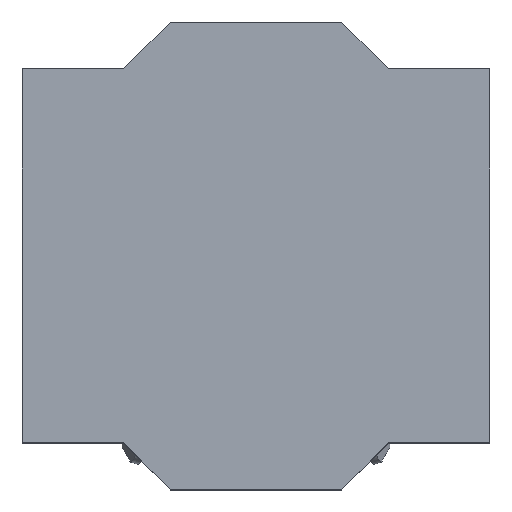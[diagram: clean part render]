
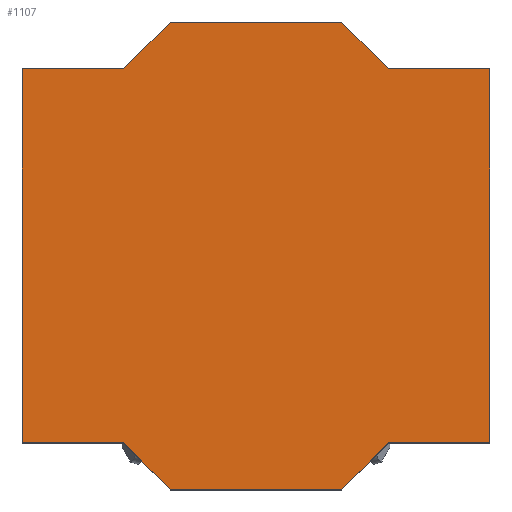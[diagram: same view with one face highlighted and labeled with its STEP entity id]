
A CAD part, top view. The second image highlights one B-rep face of the part: STEP entity #1107.
In plain terms, the highlighted planar face has unit normal (0, 0, 1).
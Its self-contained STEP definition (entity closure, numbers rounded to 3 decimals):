
#28=DIRECTION('',(1.,0.,0.));
#152=VECTOR('',#153,1.);
#153=DIRECTION('',(0.,-1.,0.));
#159=VECTOR('',#160,1.);
#160=DIRECTION('',(-1.,0.,0.));
#166=VECTOR('',#167,1.);
#167=DIRECTION('',(-0.707,-0.707,0.));
#178=VECTOR('',#179,1.);
#179=DIRECTION('',(-0.707,0.707,0.));
#190=VECTOR('',#191,1.);
#191=DIRECTION('',(0.,1.,0.));
#197=VECTOR('',#28,1.);
#203=VECTOR('',#204,1.);
#204=DIRECTION('',(0.707,0.707,0.));
#215=VECTOR('',#216,1.);
#216=DIRECTION('',(0.707,-0.707,0.));
#224=DIRECTION('',(0.,0.,-1.));
#527=VERTEX_POINT('',#528);
#528=CARTESIAN_POINT('',(-3.,2.4,4.2));
#531=ORIENTED_EDGE('',*,*,#532,.T.);
#532=EDGE_CURVE('',#527,#533,#535,.T.);
#533=VERTEX_POINT('',#534);
#534=CARTESIAN_POINT('',(-3.,-2.4,4.2));
#535=LINE('',#528,#152);
#546=VERTEX_POINT('',#547);
#547=CARTESIAN_POINT('',(-1.7,2.4,4.2));
#549=ORIENTED_EDGE('',*,*,#550,.T.);
#550=EDGE_CURVE('',#546,#527,#551,.T.);
#551=LINE('',#547,#159);
#559=ORIENTED_EDGE('',*,*,#560,.T.);
#560=EDGE_CURVE('',#533,#561,#563,.T.);
#561=VERTEX_POINT('',#562);
#562=CARTESIAN_POINT('',(-1.7,-2.4,4.2));
#563=LINE('',#534,#197);
#574=VERTEX_POINT('',#575);
#575=CARTESIAN_POINT('',(-1.1,3.,4.2));
#577=ORIENTED_EDGE('',*,*,#578,.T.);
#578=EDGE_CURVE('',#574,#546,#579,.T.);
#579=LINE('',#575,#166);
#587=ORIENTED_EDGE('',*,*,#588,.T.);
#588=EDGE_CURVE('',#561,#589,#591,.T.);
#589=VERTEX_POINT('',#590);
#590=CARTESIAN_POINT('',(-1.1,-3.,4.2));
#591=LINE('',#562,#215);
#602=VERTEX_POINT('',#603);
#603=CARTESIAN_POINT('',(1.1,3.,4.2));
#605=ORIENTED_EDGE('',*,*,#606,.T.);
#606=EDGE_CURVE('',#602,#574,#607,.T.);
#607=LINE('',#603,#159);
#615=ORIENTED_EDGE('',*,*,#616,.T.);
#616=EDGE_CURVE('',#589,#617,#619,.T.);
#617=VERTEX_POINT('',#618);
#618=CARTESIAN_POINT('',(1.1,-3.,4.2));
#619=LINE('',#590,#197);
#630=VERTEX_POINT('',#631);
#631=CARTESIAN_POINT('',(1.7,2.4,4.2));
#633=ORIENTED_EDGE('',*,*,#634,.T.);
#634=EDGE_CURVE('',#630,#602,#635,.T.);
#635=LINE('',#631,#178);
#643=ORIENTED_EDGE('',*,*,#644,.T.);
#644=EDGE_CURVE('',#617,#645,#647,.T.);
#645=VERTEX_POINT('',#646);
#646=CARTESIAN_POINT('',(1.7,-2.4,4.2));
#647=LINE('',#618,#203);
#658=VERTEX_POINT('',#659);
#659=CARTESIAN_POINT('',(3.,2.4,4.2));
#661=ORIENTED_EDGE('',*,*,#662,.T.);
#662=EDGE_CURVE('',#658,#630,#663,.T.);
#663=LINE('',#659,#159);
#671=ORIENTED_EDGE('',*,*,#672,.T.);
#672=EDGE_CURVE('',#645,#673,#675,.T.);
#673=VERTEX_POINT('',#674);
#674=CARTESIAN_POINT('',(3.,-2.4,4.2));
#675=LINE('',#646,#197);
#685=ORIENTED_EDGE('',*,*,#686,.T.);
#686=EDGE_CURVE('',#673,#658,#687,.T.);
#687=LINE('',#674,#190);
#1107=ADVANCED_FACE('',(#1108),#1110,.F.);
#1108=FACE_BOUND('',#1109,.T.);
#1109=EDGE_LOOP('',(#531,#559,#587,#615,#643,#671,#685,#661,    #633,#605,#577,#549));
#1110=PLANE('',#1111);
#1111=AXIS2_PLACEMENT_3D('',#528,#224,#160);
